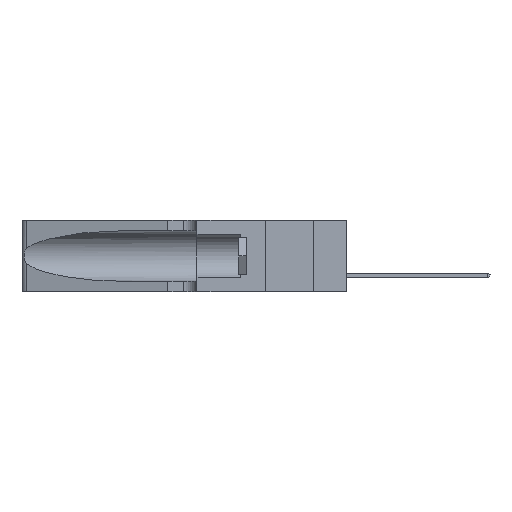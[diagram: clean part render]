
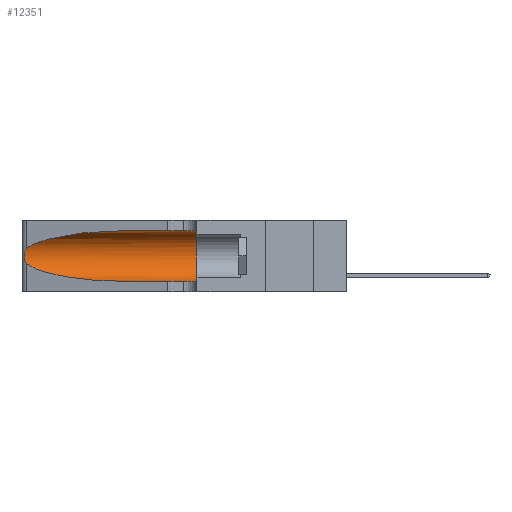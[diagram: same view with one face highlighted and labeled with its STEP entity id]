
A CAD part, left-side view. The second image highlights one B-rep face of the part: STEP entity #12351.
In plain terms, the highlighted cylindrical face has radius 3.308 mm (diameter 6.617 mm), a partial arc.
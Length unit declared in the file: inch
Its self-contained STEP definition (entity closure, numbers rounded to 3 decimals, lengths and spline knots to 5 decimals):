
#628 = DIRECTION ( 'NONE',  ( 0., 0., 1. ) ) ;
#833 = CARTESIAN_POINT ( 'NONE',  ( 0.25639, 1.23186, 0.15144 ) ) ;
#1346 = EDGE_CURVE ( 'NONE', #9964, #27650, #14430, .T. ) ;
#1573 = AXIS2_PLACEMENT_3D ( 'NONE', #6718, #6837, #628 ) ;
#1792 = CARTESIAN_POINT ( 'NONE',  ( 0.25487, 1.22718, 0.14631 ) ) ;
#4042 = CYLINDRICAL_SURFACE ( 'NONE', #16971, 0.13025 ) ;
#4632 = CARTESIAN_POINT ( 'NONE',  ( 0.2373, 1.15595, 0.28018 ) ) ;
#4778 = CARTESIAN_POINT ( 'NONE',  ( 0.25487, 1.22718, 0.22369 ) ) ;
#5370 = DIRECTION ( 'NONE',  ( 0., -1., 0. ) ) ;
#6128 = DIRECTION ( 'NONE',  ( 0., -1., 0. ) ) ;
#6131 = CARTESIAN_POINT ( 'NONE',  ( 0.25555, 1.22994, 0.2215 ) ) ;
#6718 = CARTESIAN_POINT ( 'NONE',  ( 0.1305, 0.35, 0.185 ) ) ;
#6837 = DIRECTION ( 'NONE',  ( 0., 1., 0. ) ) ;
#7012 = ORIENTED_EDGE ( 'NONE', *, *, #1346, .F. ) ;
#9007 = DIRECTION ( 'NONE',  ( 0., -1., 0. ) ) ;
#9964 = VERTEX_POINT ( 'NONE', #34567 ) ;
#11286 = EDGE_CURVE ( 'NONE', #31898, #27263, #20688, .T. ) ;
#12034 = CARTESIAN_POINT ( 'NONE',  ( 0.25787, 1.23484, 0.2124 ) ) ;
#12351 = ADVANCED_FACE ( 'NONE', ( #37398 ), #4042, .F. ) ;
#12354 = DIRECTION ( 'NONE',  ( 0., 0., -1. ) ) ;
#14430 = CIRCLE ( 'NONE', #1573, 0.13025 ) ;
#15174 = CARTESIAN_POINT ( 'NONE',  ( 0.25854, 1.2359, 0.20912 ) ) ;
#15297 = EDGE_CURVE ( 'NONE', #27263, #18215, #32647, .T. ) ;
#15577 = CARTESIAN_POINT ( 'NONE',  ( 0.26075, 1.23896, 0.178 ) ) ;
#15711 = ORIENTED_EDGE ( 'NONE', *, *, #30143, .T. ) ;
#15827 = CARTESIAN_POINT ( 'NONE',  ( 0.1305, 1.61858, 0.05475 ) ) ;
#16269 = EDGE_LOOP ( 'NONE', ( #17944, #25666, #33362, #15711, #7012, #16953 ) ) ;
#16953 = ORIENTED_EDGE ( 'NONE', *, *, #19119, .F. ) ;
#16971 = AXIS2_PLACEMENT_3D ( 'NONE', #18344, #9007, #12354 ) ;
#17271 = CARTESIAN_POINT ( 'NONE',  ( 0.25555, 1.22993, 0.14849 ) ) ;
#17511 = CARTESIAN_POINT ( 'NONE',  ( 0.18966, 0.96281, 0.05475 ) ) ;
#17944 = ORIENTED_EDGE ( 'NONE', *, *, #32298, .T. ) ;
#18215 = VERTEX_POINT ( 'NONE', #28235 ) ;
#18288 = CARTESIAN_POINT ( 'NONE',  ( 0.26075, 1.23896, 0.19203 ) ) ;
#18344 = CARTESIAN_POINT ( 'NONE',  ( 0.1305, 1.61858, 0.185 ) ) ;
#19119 = EDGE_CURVE ( 'NONE', #19561, #9964, #31397, .T. ) ;
#19561 = VERTEX_POINT ( 'NONE', #27034 ) ;
#20688 = B_SPLINE_CURVE_WITH_KNOTS ( 'NONE', 3,
 ( #21425, #6131, #27550, #12034, #15174, #36991, #18288, #15577, #25355, #31263, #28219, #833, #17271, #1792 ),
 .UNSPECIFIED., .F., .F.,
 ( 4, 2, 2, 2, 2, 2, 4 ),
 ( 0., 0.00027, 0.00053, 0.00107, 0.0016, 0.00187, 0.00214 ),
 .UNSPECIFIED. ) ;
#21425 = CARTESIAN_POINT ( 'NONE',  ( 0.25487, 1.22718, 0.22369 ) ) ;
#23968 = CARTESIAN_POINT ( 'NONE',  ( 0.2373, 1.15595, 0.08982 ) ) ;
#25355 = CARTESIAN_POINT ( 'NONE',  ( 0.26017, 1.23833, 0.17102 ) ) ;
#25666 = ORIENTED_EDGE ( 'NONE', *, *, #11286, .T. ) ;
#26507 = CARTESIAN_POINT ( 'NONE',  ( 0.18966, 0.96281, 0.31525 ) ) ;
#26635 =( BOUNDED_CURVE ( )  B_SPLINE_CURVE ( 3, ( #36923, #26507, #4632, #4778 ),
 .UNSPECIFIED., .F., .F. ) 
 B_SPLINE_CURVE_WITH_KNOTS ( ( 4, 4 ),
 ( 1.5708, 2.84003 ),
 .UNSPECIFIED. ) 
 CURVE ( )  GEOMETRIC_REPRESENTATION_ITEM ( )  RATIONAL_B_SPLINE_CURVE ( ( 1., 0.87, 0.87, 1. ) ) 
 REPRESENTATION_ITEM ( '' )  );
#27034 = CARTESIAN_POINT ( 'NONE',  ( 0.1305, 0.72297, 0.31525 ) ) ;
#27200 = CARTESIAN_POINT ( 'NONE',  ( 0.1305, 0.72297, 0.05475 ) ) ;
#27263 = VERTEX_POINT ( 'NONE', #28303 ) ;
#27550 = CARTESIAN_POINT ( 'NONE',  ( 0.25639, 1.23184, 0.21858 ) ) ;
#27627 = CARTESIAN_POINT ( 'NONE',  ( 0.1305, 1.61858, 0.31525 ) ) ;
#27650 = VERTEX_POINT ( 'NONE', #39446 ) ;
#28219 = CARTESIAN_POINT ( 'NONE',  ( 0.25789, 1.23486, 0.15765 ) ) ;
#28235 = CARTESIAN_POINT ( 'NONE',  ( 0.1305, 0.72297, 0.05475 ) ) ;
#28303 = CARTESIAN_POINT ( 'NONE',  ( 0.25487, 1.22718, 0.14631 ) ) ;
#30143 = EDGE_CURVE ( 'NONE', #18215, #27650, #33955, .T. ) ;
#30416 = VECTOR ( 'NONE', #5370, 39.37008 ) ;
#31263 = CARTESIAN_POINT ( 'NONE',  ( 0.25856, 1.23593, 0.16098 ) ) ;
#31397 = LINE ( 'NONE', #27627, #30416 ) ;
#31898 = VERTEX_POINT ( 'NONE', #38842 ) ;
#32298 = EDGE_CURVE ( 'NONE', #19561, #31898, #26635, .T. ) ;
#32647 =( BOUNDED_CURVE ( )  B_SPLINE_CURVE ( 3, ( #36110, #23968, #17511, #27200 ),
 .UNSPECIFIED., .F., .F. ) 
 B_SPLINE_CURVE_WITH_KNOTS ( ( 4, 4 ),
 ( 3.44316, 4.71239 ),
 .UNSPECIFIED. ) 
 CURVE ( )  GEOMETRIC_REPRESENTATION_ITEM ( )  RATIONAL_B_SPLINE_CURVE ( ( 1., 0.87, 0.87, 1. ) ) 
 REPRESENTATION_ITEM ( '' )  );
#33362 = ORIENTED_EDGE ( 'NONE', *, *, #15297, .T. ) ;
#33955 = LINE ( 'NONE', #15827, #37330 ) ;
#34567 = CARTESIAN_POINT ( 'NONE',  ( 0.1305, 0.35, 0.31525 ) ) ;
#36110 = CARTESIAN_POINT ( 'NONE',  ( 0.25487, 1.22718, 0.14631 ) ) ;
#36923 = CARTESIAN_POINT ( 'NONE',  ( 0.1305, 0.72297, 0.31525 ) ) ;
#36991 = CARTESIAN_POINT ( 'NONE',  ( 0.26018, 1.23835, 0.19895 ) ) ;
#37330 = VECTOR ( 'NONE', #6128, 39.37008 ) ;
#37398 = FACE_OUTER_BOUND ( 'NONE', #16269, .T. ) ;
#38842 = CARTESIAN_POINT ( 'NONE',  ( 0.25487, 1.22718, 0.22369 ) ) ;
#39446 = CARTESIAN_POINT ( 'NONE',  ( 0.1305, 0.35, 0.05475 ) ) ;
